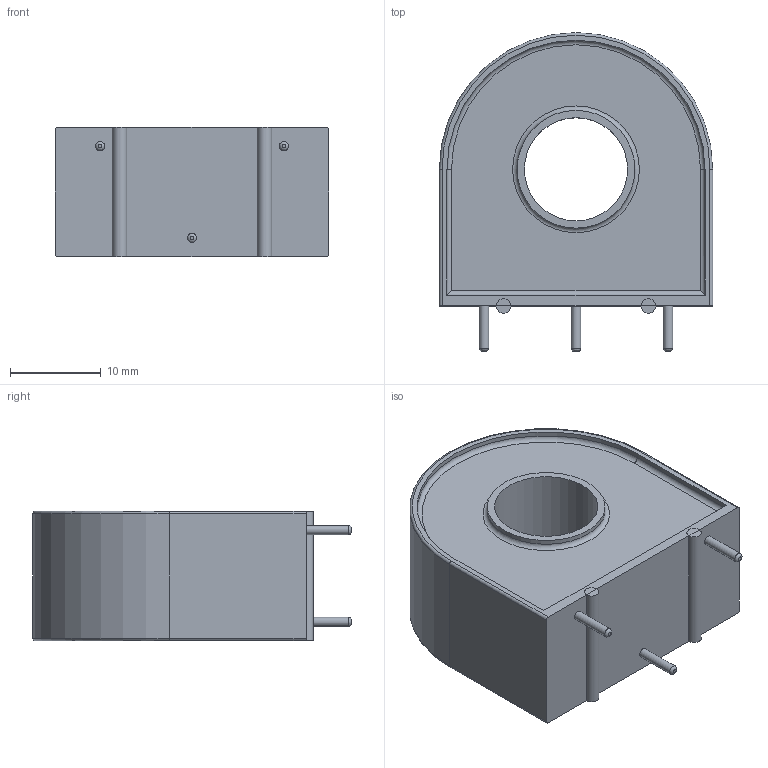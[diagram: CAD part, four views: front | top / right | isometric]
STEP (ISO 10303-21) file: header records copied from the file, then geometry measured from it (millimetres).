
FILE_DESCRIPTION(('FreeCAD Model'),'2;1');
FILE_NAME('Open CASCADE Shape Model','2024-02-07T15:48:07',('Author'),( ''),'Open CASCADE STEP processor 7.7','FreeCAD','Unknown');
FILE_SCHEMA(('AUTOMOTIVE_DESIGN { 1 0 10303 214 1 1 1 1 }'));
Length unit declared in the file: millimetre
Products named in the file (1): Body
Bounding box: 30.2 x 35.2 x 14.3 mm (x, y, z)
Volume: 9645.4 mm3; surface area: 3641.9 mm2
Topology: 1 solids, 1 shells, 47 faces, 91 edges, 51 vertices
Faces by surface type: plane 23, cylinder 16, torus 5, revolution 3
Full cylindrical faces by diameter (mm): 1.016 x3, 11.4 x1, 13 x1
Entity records: 1291 total; most frequent: DIRECTION 231, CARTESIAN_POINT 211, ORIENTED_EDGE 182, AXIS2_PLACEMENT_3D 92, EDGE_CURVE 91, FACE_BOUND 54, EDGE_LOOP 54, VERTEX_POINT 51
